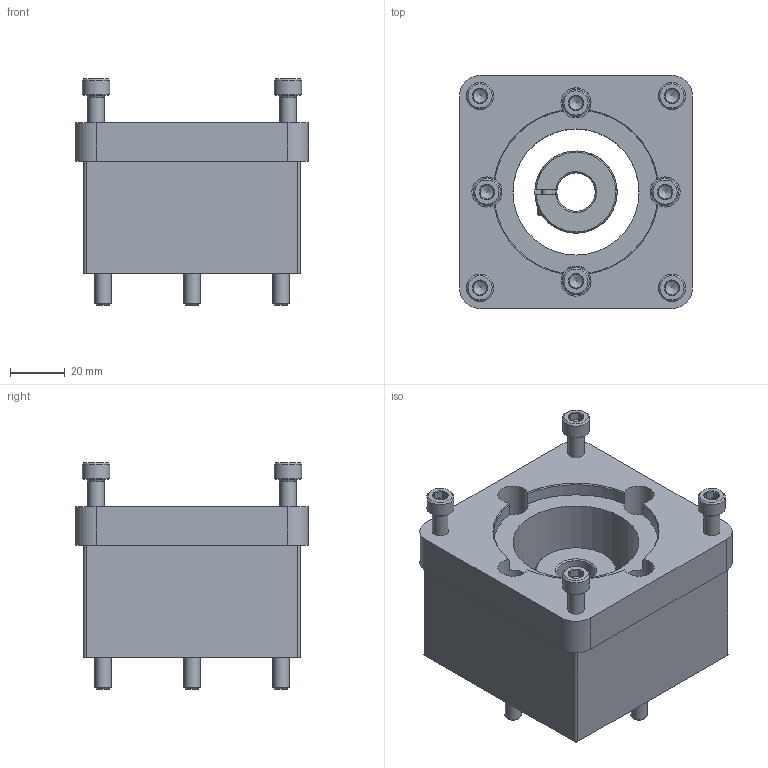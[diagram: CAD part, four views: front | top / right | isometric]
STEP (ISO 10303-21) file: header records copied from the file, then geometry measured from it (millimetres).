
FILE_DESCRIPTION(/* description */ ('STEP AP214'),/* implementation_level */ '2;1');
FILE_NAME(/* name */ '8096186_EAMM-A-T46-85AA',/* time_stamp */ '2025-04-30T10:34:11+02:00',/* author */ ('License CC BY-ND 4.0'),/* organization */ ('CADENAS'),/* preprocessor_version */ 'ST-DEVELOPER v19.3',/* originating_system */ 'PARTsolutions',/* authorisation */ ' ');
FILE_SCHEMA (('AUTOMOTIVE_DESIGN {1 0 10303 214 3 1 1}'));
Length unit declared in the file: millimetre
Products named in the file (7): 8096186 EAMM-A-T46-85AA; 8096186 EAMM-A-T46-85AA---(P); ISO-4762 M6x20; ISO-4762 M6x40; 8160592 EAMC-30-GB16-D14x10; 4953967 EAMC-30-GS16; ISO-4762 M4x12
Assembly tree (12 placements, depth 2):
  8096186 EAMM-A-T46-85AA
    8096186 EAMM-A-T46-85AA---(P)
    ISO-4762 M6x20  x4
    ISO-4762 M6x40  x4
    8160592 EAMC-30-GB16-D14x10
    4953967 EAMC-30-GS16
    ISO-4762 M4x12
Bounding box: 85 x 85 x 82.5 mm (x, y, z)
Volume: 263690.5 mm3; surface area: 56673.9 mm2
Topology: 12 solids, 12 shells, 376 faces, 929 edges, 587 vertices
Faces by surface type: plane 166, cone 122, cylinder 85, torus 3
Full cylindrical faces by diameter (mm): 3.242 x2, 4 x1, 4.917 x4, 6 x8, 6.6 x4, 7 x1, 10 x8, 11 x4, 14 x1, 46 x1
Entity records: 6372 total; most frequent: CARTESIAN_POINT 1236, DIRECTION 1088, ORIENTED_EDGE 944, EDGE_CURVE 472, AXIS2_PLACEMENT_3D 449, VERTEX_POINT 335, FACE_BOUND 283, EDGE_LOOP 276
